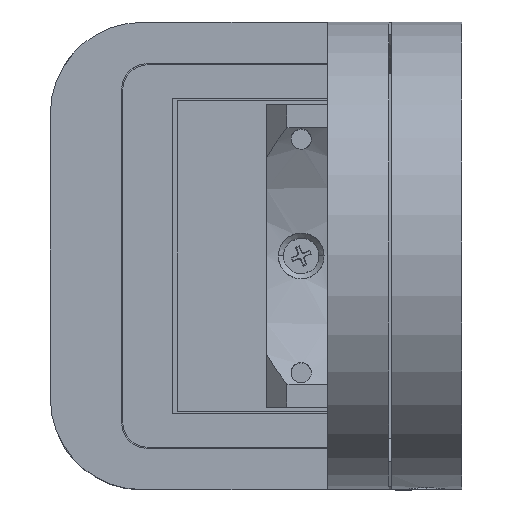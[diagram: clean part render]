
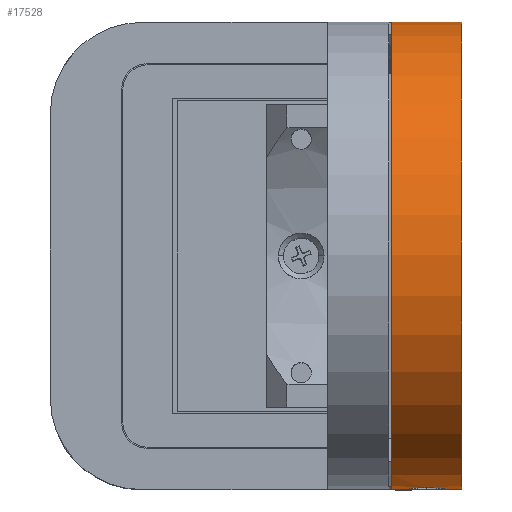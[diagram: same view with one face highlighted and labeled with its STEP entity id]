
A CAD part, top view. The second image highlights one B-rep face of the part: STEP entity #17528.
In plain terms, the highlighted cylindrical face has radius 23 mm (diameter 46 mm), a partial arc.
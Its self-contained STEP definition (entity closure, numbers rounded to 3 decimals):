
#1189 = CARTESIAN_POINT ( 'NONE',  ( 30.856, 104.256, 40.085 ) ) ;
#1193 = CARTESIAN_POINT ( 'NONE',  ( 30.545, 104.256, 40.085 ) ) ;
#1197 = CARTESIAN_POINT ( 'NONE',  ( 31.159, 104.245, 39.984 ) ) ;
#1198 = CARTESIAN_POINT ( 'NONE',  ( 31.549, 104.22, 39.736 ) ) ;
#1199 = CARTESIAN_POINT ( 'NONE',  ( 31.67, 104.21, 39.638 ) ) ;
#1200 = CARTESIAN_POINT ( 'NONE',  ( 31.888, 104.191, 39.423 ) ) ;
#1201 = CARTESIAN_POINT ( 'NONE',  ( 31.987, 104.181, 39.306 ) ) ;
#1202 = CARTESIAN_POINT ( 'NONE',  ( 32.259, 104.154, 38.931 ) ) ;
#1203 = CARTESIAN_POINT ( 'NONE',  ( 32.402, 104.138, 38.66 ) ) ;
#1204 = CARTESIAN_POINT ( 'NONE',  ( 32.636, 104.117, 38.096 ) ) ;
#1205 = CARTESIAN_POINT ( 'NONE',  ( 32.727, 104.111, 37.8 ) ) ;
#1206 = CARTESIAN_POINT ( 'NONE',  ( 32.799, 104.111, 37.5 ) ) ;
#2689 = CARTESIAN_POINT ( 'NONE',  ( 29.1, 104.181, 39.302 ) ) ;
#2970 = VERTEX_POINT ( 'NONE', #3778 ) ;
#3003 = VERTEX_POINT ( 'NONE', #3796 ) ;
#3015 = VERTEX_POINT ( 'NONE', #3802 ) ;
#3445 = ORIENTED_EDGE ( 'NONE', *, *, #6749, .F. ) ;
#3458 = ORIENTED_EDGE ( 'NONE', *, *, #6748, .F. ) ;
#3461 = ORIENTED_EDGE ( 'NONE', *, *, #6755, .T. ) ;
#3469 = ORIENTED_EDGE ( 'NONE', *, *, #6751, .T. ) ;
#3472 = ORIENTED_EDGE ( 'NONE', *, *, #12913, .T. ) ;
#3475 = ORIENTED_EDGE ( 'NONE', *, *, #6757, .T. ) ;
#3477 = ORIENTED_EDGE ( 'NONE', *, *, #6750, .T. ) ;
#3778 = CARTESIAN_POINT ( 'NONE',  ( 33.995, 104.111, 37.5 ) ) ;
#3796 = CARTESIAN_POINT ( 'NONE',  ( 27.095, 104.111, 37.5 ) ) ;
#3802 = CARTESIAN_POINT ( 'NONE',  ( 32.799, 104.111, 37.5 ) ) ;
#4641 = B_SPLINE_CURVE_WITH_KNOTS ( 'NONE', 3,
 ( #13649, #13628, #13644, #13650, #13651, #2689, #9969, #9970, #9971, #9972, #9973, #9974, #9975, #9976 ),
 .UNSPECIFIED., .F., .F.,
 ( 4, 2, 2, 2, 2, 2, 4 ),
 ( 0., 0.001, 0.002, 0.002, 0.003, 0.003, 0.004 ),
 .UNSPECIFIED. ) ;
#4699 = B_SPLINE_CURVE_WITH_KNOTS ( 'NONE', 3,
 ( #1193, #1189, #1197, #1198, #1199, #1200, #1201, #1202, #1203, #1204, #1205, #1206 ),
 .UNSPECIFIED., .F., .F.,
 ( 4, 2, 2, 2, 2, 4 ),
 ( 0.004, 0.005, 0.005, 0.005, 0.006, 0.007 ),
 .UNSPECIFIED. ) ;
#6748 = EDGE_CURVE ( 'NONE', #15318, #15296, #18508, .T. ) ;
#6749 = EDGE_CURVE ( 'NONE', #3003, #15318, #18515, .T. ) ;
#6750 = EDGE_CURVE ( 'NONE', #2970, #15296, #18518, .T. ) ;
#6751 = EDGE_CURVE ( 'NONE', #22326, #15329, #4641, .T. ) ;
#6755 = EDGE_CURVE ( 'NONE', #3003, #22326, #18521, .T. ) ;
#6757 = EDGE_CURVE ( 'NONE', #3015, #2970, #18528, .T. ) ;
#7652 = FACE_OUTER_BOUND ( 'NONE', #15782, .T. ) ;
#7656 = CYLINDRICAL_SURFACE ( 'NONE', #9473, 23. ) ;
#8561 = DIRECTION ( 'NONE',  ( 0., -1., 0. ) ) ;
#8567 = DIRECTION ( 'NONE',  ( 1., 0., 0. ) ) ;
#8569 = CARTESIAN_POINT ( 'NONE',  ( 21.995, 127.111, 37.5 ) ) ;
#9473 = AXIS2_PLACEMENT_3D ( 'NONE', #8569, #8567, #8561 ) ;
#9969 = CARTESIAN_POINT ( 'NONE',  ( 29.199, 104.191, 39.42 ) ) ;
#9970 = CARTESIAN_POINT ( 'NONE',  ( 29.419, 104.21, 39.636 ) ) ;
#9971 = CARTESIAN_POINT ( 'NONE',  ( 29.541, 104.22, 39.736 ) ) ;
#9972 = CARTESIAN_POINT ( 'NONE',  ( 29.8, 104.236, 39.9 ) ) ;
#9973 = CARTESIAN_POINT ( 'NONE',  ( 29.939, 104.243, 39.967 ) ) ;
#9974 = CARTESIAN_POINT ( 'NONE',  ( 30.237, 104.254, 40.061 ) ) ;
#9975 = CARTESIAN_POINT ( 'NONE',  ( 30.389, 104.256, 40.085 ) ) ;
#9976 = CARTESIAN_POINT ( 'NONE',  ( 30.545, 104.256, 40.085 ) ) ;
#9982 = DIRECTION ( 'NONE',  ( 1., 0., 0. ) ) ;
#9985 = CARTESIAN_POINT ( 'NONE',  ( 21.995, 104.111, 37.5 ) ) ;
#9986 = DIRECTION ( 'NONE',  ( 1., 0., 0. ) ) ;
#11281 = CARTESIAN_POINT ( 'NONE',  ( 33.995, 150.111, 37.5 ) ) ;
#11313 = CARTESIAN_POINT ( 'NONE',  ( 27.095, 150.111, 37.5 ) ) ;
#11324 = CARTESIAN_POINT ( 'NONE',  ( 30.545, 104.256, 40.085 ) ) ;
#12231 = AXIS2_PLACEMENT_3D ( 'NONE', #13641, #13642, #13643 ) ;
#12232 = AXIS2_PLACEMENT_3D ( 'NONE', #13646, #13647, #13648 ) ;
#12913 = EDGE_CURVE ( 'NONE', #15329, #3015, #4699, .T. ) ;
#13628 = CARTESIAN_POINT ( 'NONE',  ( 28.363, 104.111, 37.8 ) ) ;
#13632 = DIRECTION ( 'NONE',  ( 1., 0., 0. ) ) ;
#13636 = CARTESIAN_POINT ( 'NONE',  ( 21.995, 150.111, 37.5 ) ) ;
#13641 = CARTESIAN_POINT ( 'NONE',  ( 27.095, 127.111, 37.5 ) ) ;
#13642 = DIRECTION ( 'NONE',  ( -1., 0., 0. ) ) ;
#13643 = DIRECTION ( 'NONE',  ( 0., 1., 0. ) ) ;
#13644 = CARTESIAN_POINT ( 'NONE',  ( 28.454, 104.117, 38.092 ) ) ;
#13645 = CARTESIAN_POINT ( 'NONE',  ( 21.995, 104.111, 37.5 ) ) ;
#13646 = CARTESIAN_POINT ( 'NONE',  ( 33.995, 127.111, 37.5 ) ) ;
#13647 = DIRECTION ( 'NONE',  ( -1., 0., 0. ) ) ;
#13648 = DIRECTION ( 'NONE',  ( 0., -1., 0. ) ) ;
#13649 = CARTESIAN_POINT ( 'NONE',  ( 28.291, 104.111, 37.5 ) ) ;
#13650 = CARTESIAN_POINT ( 'NONE',  ( 28.686, 104.138, 38.653 ) ) ;
#13651 = CARTESIAN_POINT ( 'NONE',  ( 28.827, 104.154, 38.924 ) ) ;
#15296 = VERTEX_POINT ( 'NONE', #11281 ) ;
#15318 = VERTEX_POINT ( 'NONE', #11313 ) ;
#15329 = VERTEX_POINT ( 'NONE', #11324 ) ;
#15782 = EDGE_LOOP ( 'NONE', ( #3461, #3469, #3472, #3475, #3477, #3458, #3445 ) ) ;
#17528 = ADVANCED_FACE ( 'NONE', ( #7652 ), #7656, .T. ) ;
#18508 = LINE ( 'NONE', #13636, #18517 ) ;
#18515 = CIRCLE ( 'NONE', #12231, 23. ) ;
#18517 = VECTOR ( 'NONE', #13632, 1000. ) ;
#18518 = CIRCLE ( 'NONE', #12232, 23. ) ;
#18521 = LINE ( 'NONE', #13645, #18527 ) ;
#18527 = VECTOR ( 'NONE', #9982, 1000. ) ;
#18528 = LINE ( 'NONE', #9985, #18531 ) ;
#18531 = VECTOR ( 'NONE', #9986, 1000. ) ;
#21662 = CARTESIAN_POINT ( 'NONE',  ( 28.291, 104.111, 37.5 ) ) ;
#22326 = VERTEX_POINT ( 'NONE', #21662 ) ;
